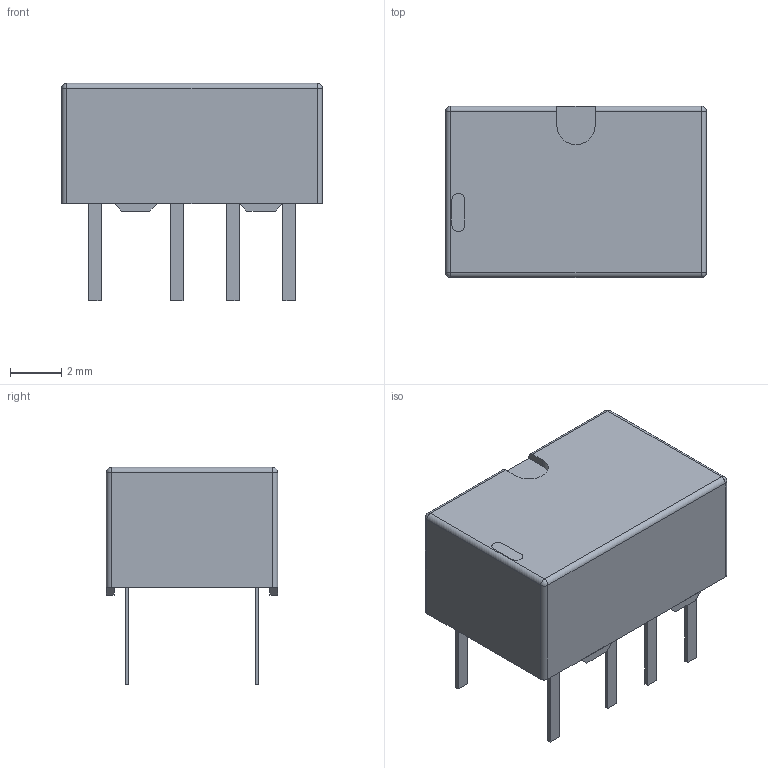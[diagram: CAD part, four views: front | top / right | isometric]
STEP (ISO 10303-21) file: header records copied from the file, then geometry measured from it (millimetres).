
FILE_DESCRIPTION(/* description */ (''),/* implementation_level */ '2;1');
FILE_NAME(/* name */ 'REL_OMRON_G6K-2P-Y.stp',/* time_stamp */ '2015-03-31T11:18:56+02:00',/* author */ ('admchouv'),/* organization */ (''),/* preprocessor_version */ 'ST-DEVELOPER v15.5',/* originating_system */ 'AutoCAD Mechanical',/* authorisation */ '');
FILE_SCHEMA (('AUTOMOTIVE_DESIGN { 1 0 10303 214 3 1 1 }'));
Length unit declared in the file: millimetre
Products named in the file (1): Product
Bounding box: 10.2 x 6.7 x 8.5 mm (x, y, z)
Volume: 322.9 mm3; surface area: 342 mm2
Topology: 14 solids, 14 shells, 106 faces, 219 edges, 142 vertices
Faces by surface type: plane 88, cylinder 14, sphere 4
Entity records: 2781 total; most frequent: CARTESIAN_POINT 468, DIRECTION 461, ORIENTED_EDGE 438, EDGE_CURVE 219, LINE 191, VECTOR 191, VERTEX_POINT 142, AXIS2_PLACEMENT_3D 135
